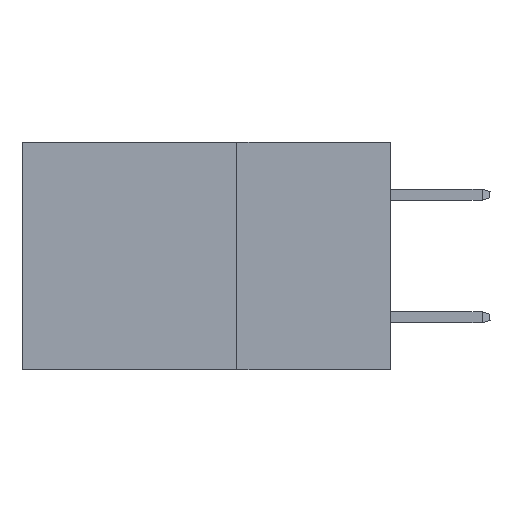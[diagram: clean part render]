
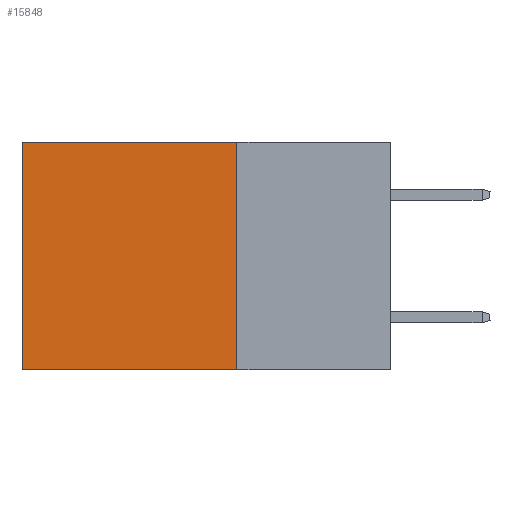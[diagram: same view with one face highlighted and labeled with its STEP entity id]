
A CAD part, left-side view. The second image highlights one B-rep face of the part: STEP entity #15848.
In plain terms, the highlighted planar face has unit normal (-1, 0, 0).
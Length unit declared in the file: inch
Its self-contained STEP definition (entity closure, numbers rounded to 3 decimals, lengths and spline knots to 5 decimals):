
#1677 = PLANE ( 'NONE',  #11265 ) ;
#2116 = CARTESIAN_POINT ( 'NONE',  ( 0.2875, 0.25, 0. ) ) ;
#2561 = VECTOR ( 'NONE', #15592, 39.37008 ) ;
#3452 = DIRECTION ( 'NONE',  ( 0., 0., -1. ) ) ;
#3812 = LINE ( 'NONE', #5787, #2561 ) ;
#4581 = DIRECTION ( 'NONE',  ( 0., 1., 0. ) ) ;
#4696 = CARTESIAN_POINT ( 'NONE',  ( 0.2875, 0.25, -0.37 ) ) ;
#5208 = DIRECTION ( 'NONE',  ( 1., 0., 0. ) ) ;
#5787 = CARTESIAN_POINT ( 'NONE',  ( 0.2875, 0.25, 0. ) ) ;
#7185 = VERTEX_POINT ( 'NONE', #14877 ) ;
#7409 = ORIENTED_EDGE ( 'NONE', *, *, #9620, .F. ) ;
#8172 = FACE_OUTER_BOUND ( 'NONE', #21397, .T. ) ;
#8390 = CARTESIAN_POINT ( 'NONE',  ( 0.2875, 0.25, 0. ) ) ;
#9120 = VECTOR ( 'NONE', #4581, 39.37008 ) ;
#9620 = EDGE_CURVE ( 'NONE', #16064, #19011, #15699, .T. ) ;
#9731 = ORIENTED_EDGE ( 'NONE', *, *, #20203, .T. ) ;
#10117 = CARTESIAN_POINT ( 'NONE',  ( 0.2875, 0.6, 0. ) ) ;
#10974 = LINE ( 'NONE', #4696, #9120 ) ;
#11265 = AXIS2_PLACEMENT_3D ( 'NONE', #8390, #5208, #3452 ) ;
#11583 = CARTESIAN_POINT ( 'NONE',  ( 0.2875, 0.25, -0.37 ) ) ;
#12195 = ORIENTED_EDGE ( 'NONE', *, *, #13085, .T. ) ;
#12573 = VECTOR ( 'NONE', #13641, 39.37008 ) ;
#13085 = EDGE_CURVE ( 'NONE', #7185, #21414, #15298, .T. ) ;
#13641 = DIRECTION ( 'NONE',  ( 0., 0., -1. ) ) ;
#14635 = VECTOR ( 'NONE', #21101, 39.37008 ) ;
#14877 = CARTESIAN_POINT ( 'NONE',  ( 0.2875, 0.6, 0. ) ) ;
#15253 = EDGE_CURVE ( 'NONE', #19011, #21414, #10974, .T. ) ;
#15298 = LINE ( 'NONE', #10117, #12573 ) ;
#15592 = DIRECTION ( 'NONE',  ( 0., 1., 0. ) ) ;
#15699 = LINE ( 'NONE', #19338, #14635 ) ;
#15848 = ADVANCED_FACE ( 'NONE', ( #8172 ), #1677, .F. ) ;
#16064 = VERTEX_POINT ( 'NONE', #2116 ) ;
#18360 = CARTESIAN_POINT ( 'NONE',  ( 0.2875, 0.6, -0.37 ) ) ;
#18733 = ORIENTED_EDGE ( 'NONE', *, *, #15253, .F. ) ;
#19011 = VERTEX_POINT ( 'NONE', #11583 ) ;
#19338 = CARTESIAN_POINT ( 'NONE',  ( 0.2875, 0.25, 0. ) ) ;
#20203 = EDGE_CURVE ( 'NONE', #16064, #7185, #3812, .T. ) ;
#21101 = DIRECTION ( 'NONE',  ( 0., 0., -1. ) ) ;
#21397 = EDGE_LOOP ( 'NONE', ( #12195, #18733, #7409, #9731 ) ) ;
#21414 = VERTEX_POINT ( 'NONE', #18360 ) ;
